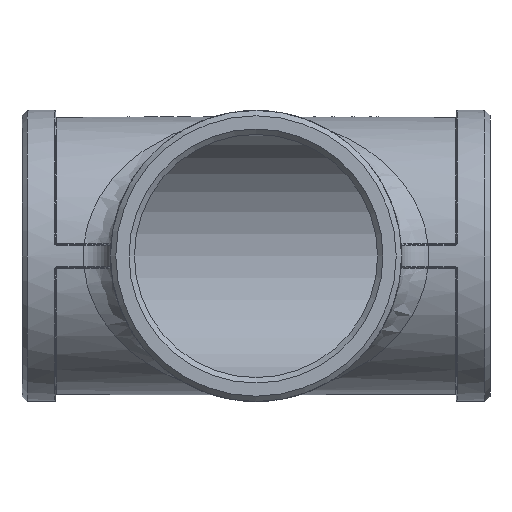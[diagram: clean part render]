
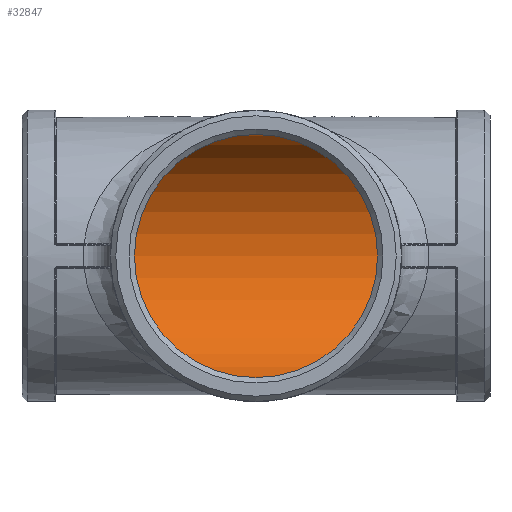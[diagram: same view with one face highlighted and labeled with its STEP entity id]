
A CAD part, front view. The second image highlights one B-rep face of the part: STEP entity #32847.
In plain terms, the highlighted cylindrical face has radius 38.05 mm (diameter 76.1 mm), a full revolution.
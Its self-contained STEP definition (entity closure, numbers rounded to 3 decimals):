
#901 = CARTESIAN_POINT ( 'NONE',  ( -48.22, 0., -38.05 ) ) ;
#903 = CARTESIAN_POINT ( 'NONE',  ( 48.22, 0., -38.05 ) ) ;
#936 = CIRCLE ( 'NONE', #31446, 38.05 ) ;
#4475 = VERTEX_POINT ( 'NONE', #901 ) ;
#4477 = VERTEX_POINT ( 'NONE', #903 ) ;
#4683 = EDGE_CURVE ( 'NONE', #16112, #14672, #41519, .T. ) ;
#4761 = EDGE_CURVE ( 'NONE', #14672, #16112, #41535, .T. ) ;
#5197 = FACE_OUTER_BOUND ( 'NONE', #6039, .T. ) ;
#5200 = EDGE_LOOP ( 'NONE', ( #35106 ) ) ;
#5362 = FACE_OUTER_BOUND ( 'NONE', #5200, .T. ) ;
#5376 = FACE_BOUND ( 'NONE', #6620, .T. ) ;
#5456 = CYLINDRICAL_SURFACE ( 'NONE', #9306, 38.05 ) ;
#6039 = EDGE_LOOP ( 'NONE', ( #15162 ) ) ;
#6620 = EDGE_LOOP ( 'NONE', ( #15740, #16263 ) ) ;
#6826 = CARTESIAN_POINT ( 'NONE',  ( 0., 0., 38.05 ) ) ;
#8843 = EDGE_CURVE ( 'NONE', #4475, #4475, #20569, .T. ) ;
#8959 = EDGE_CURVE ( 'NONE', #4477, #4477, #936, .T. ) ;
#9306 = AXIS2_PLACEMENT_3D ( 'NONE', #13204, #13205, #13206 ) ;
#13204 = CARTESIAN_POINT ( 'NONE',  ( 0., 0., 0. ) ) ;
#13205 = DIRECTION ( 'NONE',  ( 1., 0., 0. ) ) ;
#13206 = DIRECTION ( 'NONE',  ( 0., 1., 0. ) ) ;
#14672 = VERTEX_POINT ( 'NONE', #6826 ) ;
#15162 = ORIENTED_EDGE ( 'NONE', *, *, #8959, .T. ) ;
#15740 = ORIENTED_EDGE ( 'NONE', *, *, #4683, .T. ) ;
#16112 = VERTEX_POINT ( 'NONE', #25385 ) ;
#16263 = ORIENTED_EDGE ( 'NONE', *, *, #4761, .T. ) ;
#16483 = DIRECTION ( 'NONE',  ( 1., 0., 0. ) ) ;
#16578 = DIRECTION ( 'NONE',  ( 0., 0., -1. ) ) ;
#16701 = CARTESIAN_POINT ( 'NONE',  ( -48.22, 0., 0. ) ) ;
#20569 = CIRCLE ( 'NONE', #26012, 38.05 ) ;
#21442 = CARTESIAN_POINT ( 'NONE',  ( 0., 0., -38.05 ) ) ;
#21457 = CARTESIAN_POINT ( 'NONE',  ( 76.1, -76.1, -38.05 ) ) ;
#21871 = CARTESIAN_POINT ( 'NONE',  ( 0., 0., 38.05 ) ) ;
#21902 = CARTESIAN_POINT ( 'NONE',  ( 76.1, -76.1, 38.05 ) ) ;
#22311 = DIRECTION ( 'NONE',  ( 0., 0., -1. ) ) ;
#22322 = DIRECTION ( 'NONE',  ( 1., 0., 0. ) ) ;
#22324 = CARTESIAN_POINT ( 'NONE',  ( 48.22, 0., 0. ) ) ;
#25385 = CARTESIAN_POINT ( 'NONE',  ( 0., 0., -38.05 ) ) ;
#26012 = AXIS2_PLACEMENT_3D ( 'NONE', #16701, #16483, #16578 ) ;
#31446 = AXIS2_PLACEMENT_3D ( 'NONE', #22324, #22322, #22311 ) ;
#32847 = ADVANCED_FACE ( 'NONE', ( #5376, #5362, #5197 ), #5456, .F. ) ;
#33883 = CARTESIAN_POINT ( 'NONE',  ( 0., 0., -38.05 ) ) ;
#33884 = CARTESIAN_POINT ( 'NONE',  ( -76.1, -76.1, -38.05 ) ) ;
#33885 = CARTESIAN_POINT ( 'NONE',  ( -76.1, -76.1, 38.05 ) ) ;
#33886 = CARTESIAN_POINT ( 'NONE',  ( 0., 0., 38.05 ) ) ;
#35106 = ORIENTED_EDGE ( 'NONE', *, *, #8843, .F. ) ;
#41519 =( BOUNDED_CURVE ( )  B_SPLINE_CURVE ( 3, ( #21442, #21457, #21902, #21871 ),
 .UNSPECIFIED., .F., .F. ) 
 B_SPLINE_CURVE_WITH_KNOTS ( ( 4, 4 ),
 ( 4.712, 7.854 ),
 .UNSPECIFIED. ) 
 CURVE ( )  GEOMETRIC_REPRESENTATION_ITEM ( )  RATIONAL_B_SPLINE_CURVE ( ( 1., 0.333, 0.333, 1. ) ) 
 REPRESENTATION_ITEM ( '' )  );
#41535 =( BOUNDED_CURVE ( )  B_SPLINE_CURVE ( 3, ( #33886, #33885, #33884, #33883 ),
 .UNSPECIFIED., .F., .F. ) 
 B_SPLINE_CURVE_WITH_KNOTS ( ( 4, 4 ),
 ( 1.571, 4.712 ),
 .UNSPECIFIED. ) 
 CURVE ( )  GEOMETRIC_REPRESENTATION_ITEM ( )  RATIONAL_B_SPLINE_CURVE ( ( 1., 0.333, 0.333, 1. ) ) 
 REPRESENTATION_ITEM ( '' )  );
